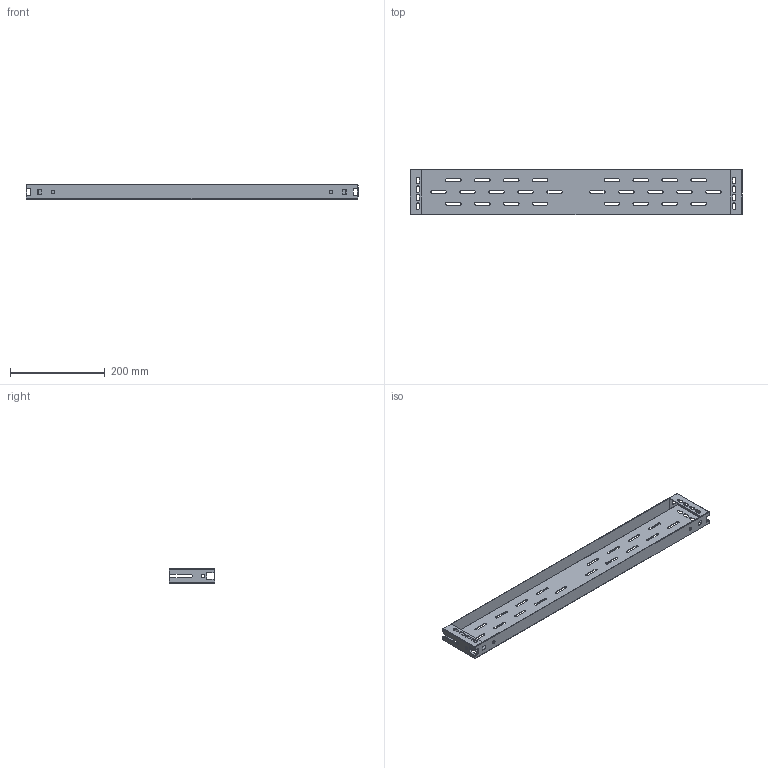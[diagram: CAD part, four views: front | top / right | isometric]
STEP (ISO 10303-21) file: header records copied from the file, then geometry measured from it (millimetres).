
FILE_DESCRIPTION (( 'STEP AP203' ), '1' );
FILE_NAME ('R5DOE8095.step', '2011-03-17T12:02:33', ( 'User' ), ( 'DKC' ), 'SwSTEP 2.0', 'SolidWorks 2011', '' );
FILE_SCHEMA (( 'CONFIG_CONTROL_DESIGN' ));
Length unit declared in the file: millimetre
Products named in the file (1): R5DOE8095
Bounding box: 699 x 96.5 x 30 mm (x, y, z)
Volume: 162638.2 mm3; surface area: 224383 mm2
Topology: 1 solids, 1 shells, 344 faces, 964 edges, 620 vertices
Faces by surface type: plane 204, cylinder 140
Entity records: 11309 total; most frequent: DIRECTION 1946, CARTESIAN_POINT 1929, ORIENTED_EDGE 1928, EDGE_CURVE 964, LINE 672, VECTOR 672, AXIS2_PLACEMENT_3D 637, VERTEX_POINT 620
